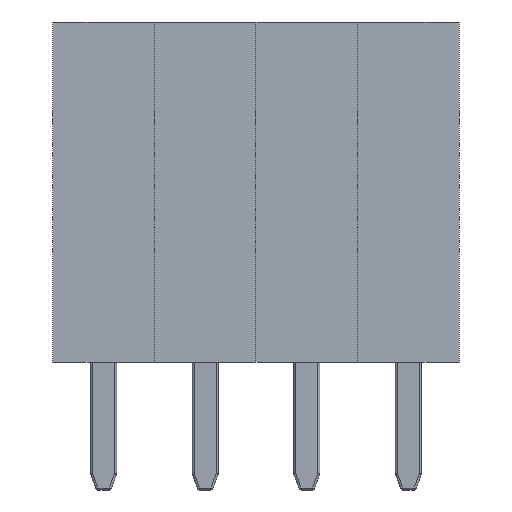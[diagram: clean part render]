
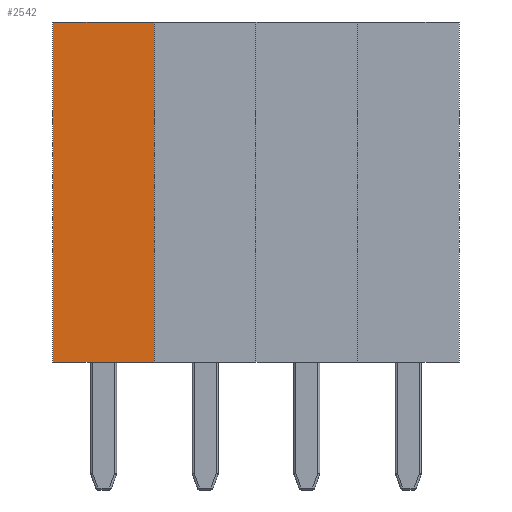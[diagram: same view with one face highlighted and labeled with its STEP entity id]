
A CAD part, front view. The second image highlights one B-rep face of the part: STEP entity #2542.
In plain terms, the highlighted planar face has unit normal (0, -1, 0).
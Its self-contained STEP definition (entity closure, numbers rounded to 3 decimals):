
#446=FACE_OUTER_BOUND('',#602,.T.);
#602=EDGE_LOOP('',(#2193,#2194,#2195,#2196));
#631=LINE('',#3762,#817);
#636=LINE('',#3772,#822);
#770=LINE('',#4417,#956);
#788=LINE('',#4501,#974);
#817=VECTOR('',#2953,10.);
#822=VECTOR('',#2962,10.);
#956=VECTOR('',#3560,10.);
#974=VECTOR('',#3682,10.);
#1001=VERTEX_POINT('',#3759);
#1002=VERTEX_POINT('',#3761);
#1005=VERTEX_POINT('',#3771);
#1156=VERTEX_POINT('',#4416);
#1203=EDGE_CURVE('',#1002,#1001,#631,.T.);
#1208=EDGE_CURVE('',#1002,#1005,#636,.T.);
#1470=EDGE_CURVE('',#1005,#1156,#770,.T.);
#1512=EDGE_CURVE('',#1001,#1156,#788,.T.);
#2193=ORIENTED_EDGE('',*,*,#1203,.T.);
#2194=ORIENTED_EDGE('',*,*,#1512,.T.);
#2195=ORIENTED_EDGE('',*,*,#1470,.F.);
#2196=ORIENTED_EDGE('',*,*,#1208,.F.);
#2241=PLANE('',#2894);
#2542=ADVANCED_FACE('',(#446),#2241,.T.);
#2894=AXIS2_PLACEMENT_3D('',#4502,#3683,#3684);
#2953=DIRECTION('',(1.,0.,0.));
#2962=DIRECTION('',(0.,0.,1.));
#3560=DIRECTION('',(1.,0.,0.));
#3682=DIRECTION('',(0.,0.,1.));
#3683=DIRECTION('center_axis',(0.,-1.,0.));
#3684=DIRECTION('ref_axis',(1.,0.,0.));
#3759=CARTESIAN_POINT('',(1.27,-1.27,0.));
#3761=CARTESIAN_POINT('',(-1.27,-1.27,0.));
#3762=CARTESIAN_POINT('',(-1.27,-1.27,0.));
#3771=CARTESIAN_POINT('',(-1.27,-1.27,8.5));
#3772=CARTESIAN_POINT('',(-1.27,-1.27,0.));
#4416=CARTESIAN_POINT('',(1.27,-1.27,8.5));
#4417=CARTESIAN_POINT('',(-1.27,-1.27,8.5));
#4501=CARTESIAN_POINT('',(1.27,-1.27,0.));
#4502=CARTESIAN_POINT('Origin',(-1.27,-1.27,0.));
